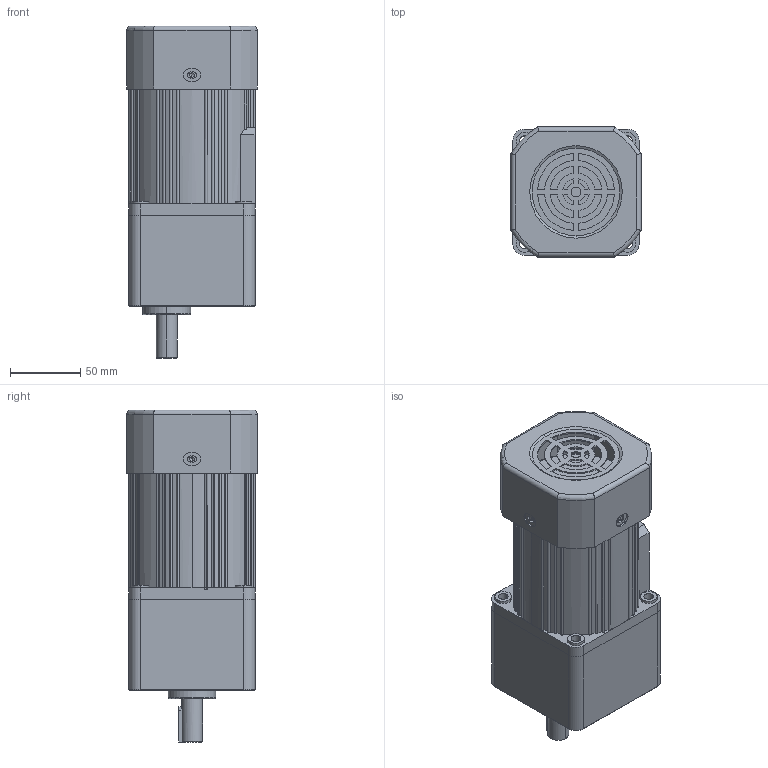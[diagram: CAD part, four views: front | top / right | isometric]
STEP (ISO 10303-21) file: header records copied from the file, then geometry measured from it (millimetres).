
FILE_DESCRIPTION (( 'STEP AP203' ), '1' );
FILE_NAME ('5IK60R+5GU3-750KB.STEP', '2020-01-09T07:17:22', ( 'Sky123.Org' ), ( 'Sky123.Org' ), 'SwSTEP 2.0', 'SolidWorks 2014', '' );
FILE_SCHEMA (( 'CONFIG_CONTROL_DESIGN' ));
Length unit declared in the file: millimetre
Products named in the file (6): 90酗瑞欶褲; 5IK60RA; 5GU3-750KB; 5IK60R+5GU3-750KB; 5IK60A
Assembly tree (5 placements, depth 3):
  5IK60R+5GU3-750KB
    5IK60RA
      5IK60A
      90酗瑞欶褲
    5GU3-750KB
      5GU3-750KB
Bounding box: 93 x 93 x 237 mm (x, y, z)
Volume: 1220297.9 mm3; surface area: 144351.1 mm2
Topology: 3 solids, 3 shells, 460 faces, 1210 edges, 777 vertices
Faces by surface type: cylinder 206, plane 148, torus 80, cone 26
Entity records: 15759 total; most frequent: CARTESIAN_POINT 3346, DIRECTION 2643, ORIENTED_EDGE 2404, EDGE_CURVE 1202, AXIS2_PLACEMENT_3D 1076, VERTEX_POINT 777, CIRCLE 606, EDGE_LOOP 543
